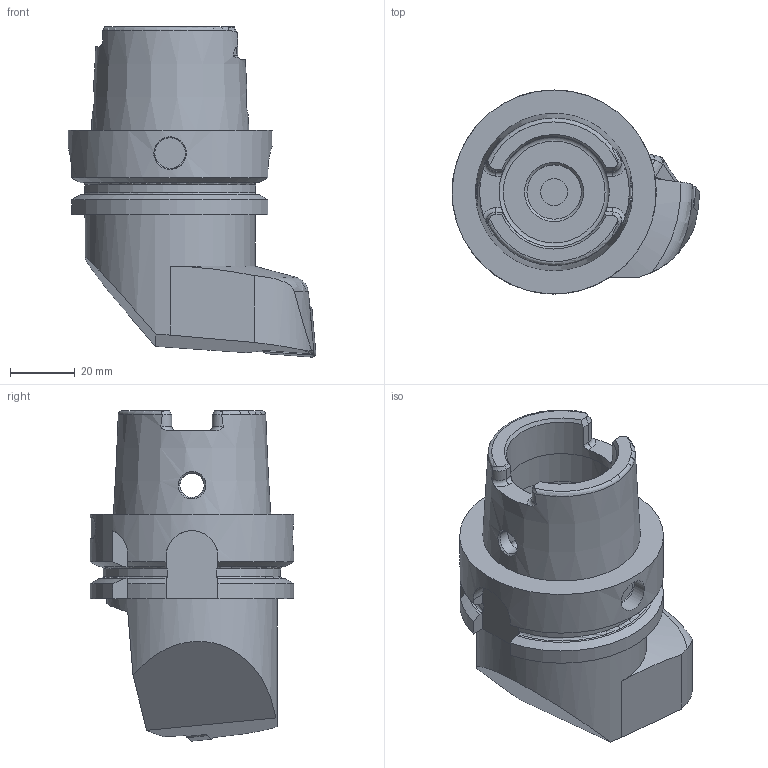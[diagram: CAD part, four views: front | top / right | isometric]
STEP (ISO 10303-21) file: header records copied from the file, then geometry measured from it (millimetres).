
FILE_DESCRIPTION (( 'STEP AP214' ), '1' );
FILE_NAME ('Standard.step', '2011-12-07T09:23:43', ( '' ), ( '' ), 'SwSTEP 2.0', 'SolidWorks 2011', '' );
FILE_SCHEMA (( 'AUTOMOTIVE_DESIGN' ));
Length unit declared in the file: millimetre
Products named in the file (1): Standard
Bounding box: 76.5 x 63 x 102 mm (x, y, z)
Volume: 159013.9 mm3; surface area: 31304.5 mm2
Topology: 2 solids, 2 shells, 178 faces, 475 edges, 307 vertices
Faces by surface type: plane 76, cylinder 61, torus 17, cone 17, bspline 5, sphere 2
Full cylindrical faces by diameter (mm): 6.35 x1, 7.5 x2, 8.4 x1, 10.045 x1, 16.782 x1, 18.5 x1, 34.05 x2, 40.08 x1, 52.6 x1, 63 x1
Entity records: 7148 total; most frequent: CARTESIAN_POINT 2898, ORIENTED_EDGE 888, DIRECTION 780, EDGE_CURVE 444, AXIS2_PLACEMENT_3D 299, VERTEX_POINT 297, EDGE_LOOP 211, FACE_OUTER_BOUND 196
